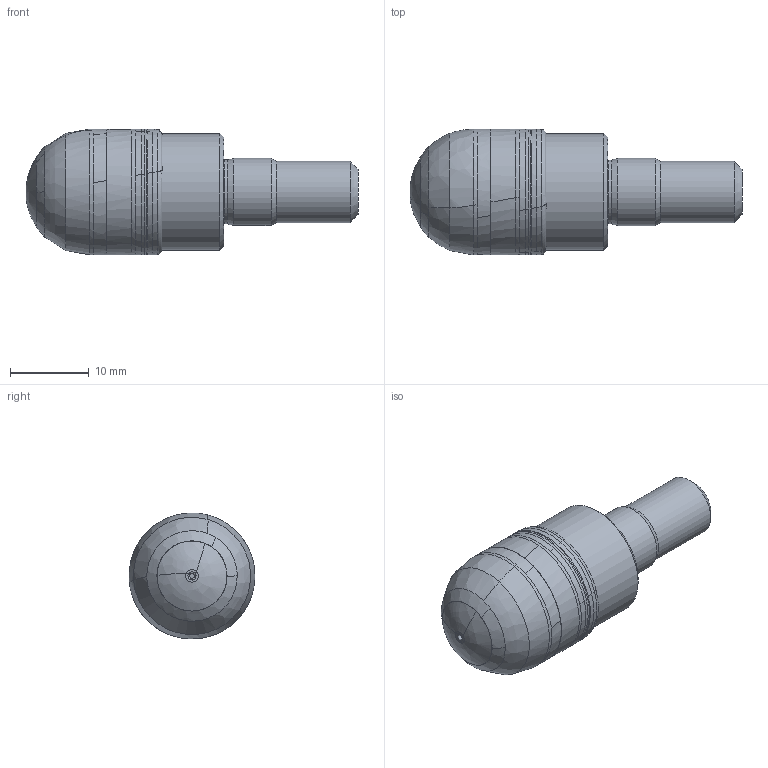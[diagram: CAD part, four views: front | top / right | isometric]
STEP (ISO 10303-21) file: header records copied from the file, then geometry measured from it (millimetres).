
FILE_DESCRIPTION(/* description */ (''),/* implementation_level */ '2;1');
FILE_NAME(/* name */ 'APMR-XP16-D16-M08-L25.stp',/* time_stamp */ '2023-09-29T21:23:58+03:00',/* author */ (''),/* organization */ (''),/* preprocessor_version */ 'ST-DEVELOPER v19.4',/* originating_system */ 'SIEMENS PLM Software NX2306.5001',/* authorisation */ '');
FILE_SCHEMA (('AUTOMOTIVE_DESIGN { 1 0 10303 214 3 1 1 1 }'));
Length unit declared in the file: millimetre
Products named in the file (1): APMR-XP16-D16-M08-L25-LIGHT_x_t_objects
Bounding box: 42.04 x 15.94 x 15.93 mm (x, y, z)
Volume: 7110.4 mm3; surface area: 2846 mm2
Topology: 2 solids, 2 shells, 76 faces, 176 edges, 103 vertices
Faces by surface type: bspline 60, cone 7, cylinder 4, plane 3, sphere 1, torus 1
Full cylindrical faces by diameter (mm): 7.75 x1, 8.1 x1, 8.5 x1, 14.75 x1
Entity records: 4095 total; most frequent: CARTESIAN_POINT 2710, ORIENTED_EDGE 326, DIRECTION 220, EDGE_CURVE 163, VERTEX_POINT 103, AXIS2_PLACEMENT_3D 102, EDGE_LOOP 90, CIRCLE 77
